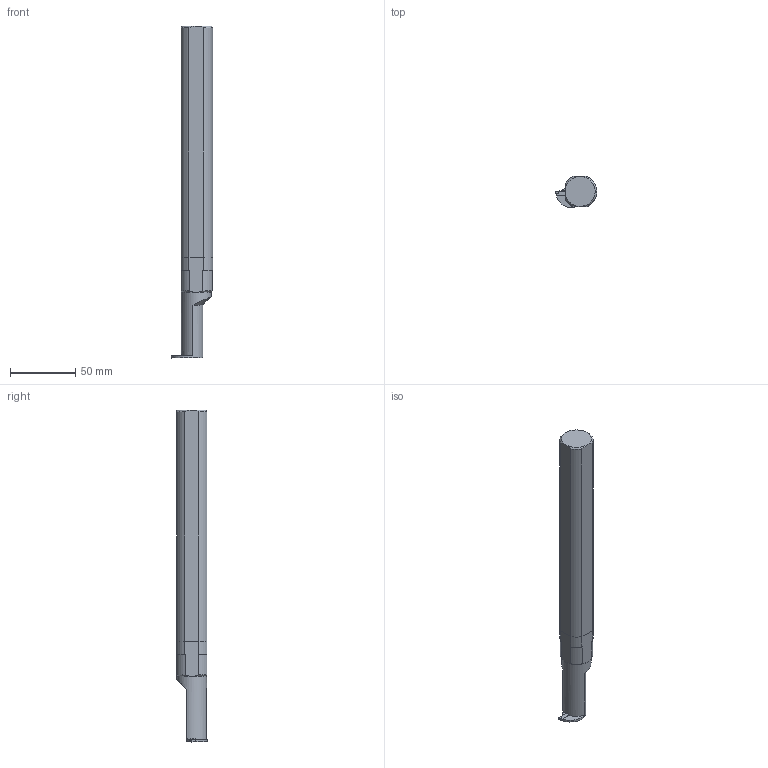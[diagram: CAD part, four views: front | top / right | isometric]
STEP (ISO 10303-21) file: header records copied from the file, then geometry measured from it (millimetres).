
FILE_DESCRIPTION(/* description */ (''),/* implementation_level */ '2;1');
FILE_NAME(/* name */ 'A16-CGJR1902.stp',/* time_stamp */ '2018-03-29T15:45:27+05:00',/* author */ (''),/* organization */ (''),/* preprocessor_version */ 'ST-DEVELOPER v16',/* originating_system */ 'SIEMENS PLM Software NX 11.0',/* authorisation */ '');
FILE_SCHEMA (('AUTOMOTIVE_DESIGN { 1 0 10303 214 3 1 1 1 }'));
Length unit declared in the file: millimetre
Products named in the file (1): inpuBE1Exs1j
Bounding box: 31.65 x 23.35 x 254 mm (x, y, z)
Volume: 108921 mm3; surface area: 20930.5 mm2
Topology: 3 solids, 3 shells, 82 faces, 224 edges, 148 vertices
Faces by surface type: plane 40, cylinder 24, bspline 8, cone 7, extrusion 3
Full cylindrical faces by diameter (mm): 22.9 x1
Entity records: 6419 total; most frequent: CARTESIAN_POINT 4360, ORIENTED_EDGE 444, DIRECTION 377, EDGE_CURVE 222, VERTEX_POINT 147, AXIS2_PLACEMENT_3D 129, VECTOR 119, LINE 116
